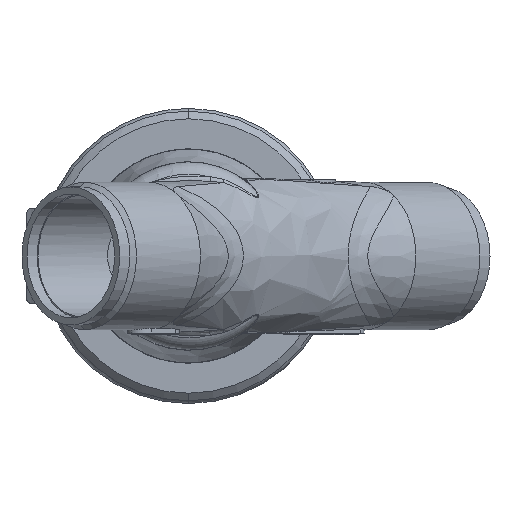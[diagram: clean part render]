
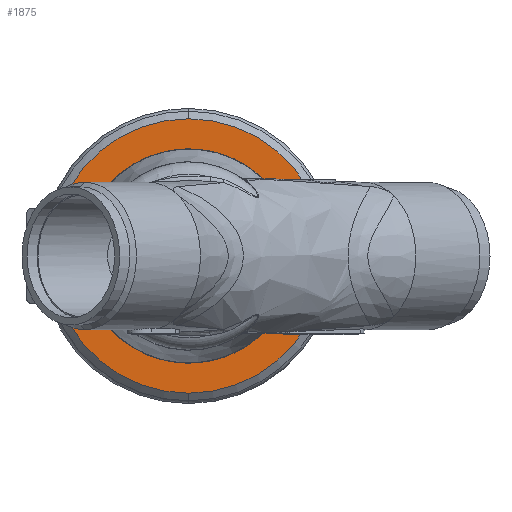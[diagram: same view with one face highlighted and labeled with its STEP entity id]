
A CAD part, front view. The second image highlights one B-rep face of the part: STEP entity #1875.
In plain terms, the highlighted planar face has unit normal (0, -1, 0).
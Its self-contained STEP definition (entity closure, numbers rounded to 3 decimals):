
#1300 = FACE_OUTER_BOUND ( 'NONE', #6727, .T. ) ;
#1532 = DIRECTION ( 'NONE',  ( 1., 0., 0. ) ) ;
#1650 = DIRECTION ( 'NONE',  ( 0., -1., 0. ) ) ;
#1810 = ORIENTED_EDGE ( 'NONE', *, *, #13492, .T. ) ;
#1875 = ADVANCED_FACE ( 'NONE', ( #1300, #18664 ), #11063, .T. ) ;
#2172 = AXIS2_PLACEMENT_3D ( 'NONE', #4404, #7486, #12040 ) ;
#2267 = EDGE_CURVE ( 'NONE', #13352, #17657, #16107, .T. ) ;
#2714 = ORIENTED_EDGE ( 'NONE', *, *, #7494, .F. ) ;
#2885 = AXIS2_PLACEMENT_3D ( 'NONE', #3619, #12709, #3686 ) ;
#2923 = CIRCLE ( 'NONE', #2172, 13.5 ) ;
#2966 = CARTESIAN_POINT ( 'NONE',  ( -34.61, -26.873, 0. ) ) ;
#3554 = EDGE_CURVE ( 'NONE', #18289, #13312, #12795, .T. ) ;
#3619 = CARTESIAN_POINT ( 'NONE',  ( -34.61, -26.873, 0. ) ) ;
#3686 = DIRECTION ( 'NONE',  ( 1., 0., 0. ) ) ;
#4404 = CARTESIAN_POINT ( 'NONE',  ( -34.61, -26.873, 0. ) ) ;
#4942 = DIRECTION ( 'NONE',  ( 0., -1., 0. ) ) ;
#6185 = DIRECTION ( 'NONE',  ( 1., 0., 0. ) ) ;
#6727 = EDGE_LOOP ( 'NONE', ( #6790, #1810 ) ) ;
#6790 = ORIENTED_EDGE ( 'NONE', *, *, #2267, .T. ) ;
#7486 = DIRECTION ( 'NONE',  ( 0., -1., 0. ) ) ;
#7494 = EDGE_CURVE ( 'NONE', #13312, #18289, #2923, .T. ) ;
#8306 = DIRECTION ( 'NONE',  ( 1., 0., 0. ) ) ;
#8404 = EDGE_LOOP ( 'NONE', ( #2714, #11983 ) ) ;
#9178 = AXIS2_PLACEMENT_3D ( 'NONE', #15463, #4942, #6185 ) ;
#9621 = DIRECTION ( 'NONE',  ( 0., -1., 0. ) ) ;
#9818 = AXIS2_PLACEMENT_3D ( 'NONE', #18720, #9621, #8306 ) ;
#10317 = CIRCLE ( 'NONE', #11088, 28.813 ) ;
#10330 = CARTESIAN_POINT ( 'NONE',  ( -21.11, -26.873, 0. ) ) ;
#11063 = PLANE ( 'NONE',  #9818 ) ;
#11088 = AXIS2_PLACEMENT_3D ( 'NONE', #2966, #1650, #1532 ) ;
#11983 = ORIENTED_EDGE ( 'NONE', *, *, #3554, .F. ) ;
#12040 = DIRECTION ( 'NONE',  ( 1., 0., 0. ) ) ;
#12709 = DIRECTION ( 'NONE',  ( 0., -1., 0. ) ) ;
#12795 = CIRCLE ( 'NONE', #2885, 13.5 ) ;
#13312 = VERTEX_POINT ( 'NONE', #10330 ) ;
#13352 = VERTEX_POINT ( 'NONE', #17651 ) ;
#13492 = EDGE_CURVE ( 'NONE', #17657, #13352, #10317, .T. ) ;
#14086 = CARTESIAN_POINT ( 'NONE',  ( -48.11, -26.873, 0. ) ) ;
#15463 = CARTESIAN_POINT ( 'NONE',  ( -34.61, -26.873, 0. ) ) ;
#16107 = CIRCLE ( 'NONE', #9178, 28.813 ) ;
#16417 = CARTESIAN_POINT ( 'NONE',  ( -5.797, -26.873, 0. ) ) ;
#17651 = CARTESIAN_POINT ( 'NONE',  ( -63.424, -26.873, 0. ) ) ;
#17657 = VERTEX_POINT ( 'NONE', #16417 ) ;
#18289 = VERTEX_POINT ( 'NONE', #14086 ) ;
#18664 = FACE_BOUND ( 'NONE', #8404, .T. ) ;
#18720 = CARTESIAN_POINT ( 'NONE',  ( -50.11, -26.873, 0. ) ) ;
